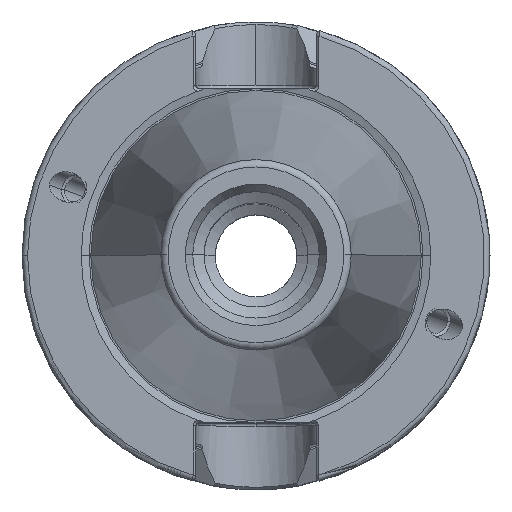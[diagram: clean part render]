
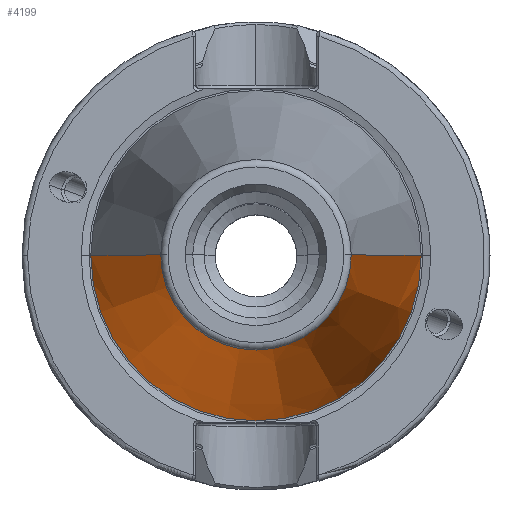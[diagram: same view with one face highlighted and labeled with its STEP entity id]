
A CAD part, top view. The second image highlights one B-rep face of the part: STEP entity #4199.
In plain terms, the highlighted conical face has half-angle 8.298 degrees and reference radius 12.687 mm.
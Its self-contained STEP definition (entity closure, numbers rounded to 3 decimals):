
#322 = CIRCLE ( 'NONE', #353, 22.225 ) ;
#336 = CARTESIAN_POINT ( 'NONE',  ( -12.687, 0., 65.4 ) ) ;
#353 = AXIS2_PLACEMENT_3D ( 'NONE', #6661, #3262, #7235 ) ;
#410 = DIRECTION ( 'NONE',  ( -1., 0., 0. ) ) ;
#579 = DIRECTION ( 'NONE',  ( 1., 0., 0. ) ) ;
#848 = CARTESIAN_POINT ( 'NONE',  ( 12.687, 0., 65.4 ) ) ;
#932 = EDGE_CURVE ( 'NONE', #3512, #5652, #5471, .T. ) ;
#1158 = CONICAL_SURFACE ( 'NONE', #5147, 12.687, 0.145 ) ;
#1350 = DIRECTION ( 'NONE',  ( -0.144, 0., -0.99 ) ) ;
#2261 = CARTESIAN_POINT ( 'NONE',  ( -12.812, 0., 64.544 ) ) ;
#2592 = VERTEX_POINT ( 'NONE', #4696 ) ;
#2597 = EDGE_CURVE ( 'NONE', #5652, #2592, #4540, .T. ) ;
#2860 = EDGE_LOOP ( 'NONE', ( #5787, #3520, #4406, #3854 ) ) ;
#2871 = CARTESIAN_POINT ( 'NONE',  ( 12.812, 0., 64.544 ) ) ;
#2919 = LINE ( 'NONE', #848, #5776 ) ;
#3001 = VECTOR ( 'NONE', #1350, 1000. ) ;
#3262 = DIRECTION ( 'NONE',  ( 0., 0., -1. ) ) ;
#3511 = DIRECTION ( 'NONE',  ( 0., 0., -1. ) ) ;
#3512 = VERTEX_POINT ( 'NONE', #2871 ) ;
#3520 = ORIENTED_EDGE ( 'NONE', *, *, #932, .T. ) ;
#3802 = CARTESIAN_POINT ( 'NONE',  ( 0., 0., 65.4 ) ) ;
#3854 = ORIENTED_EDGE ( 'NONE', *, *, #4894, .F. ) ;
#4199 = ADVANCED_FACE ( 'NONE', ( #6237 ), #1158, .T. ) ;
#4217 = CARTESIAN_POINT ( 'NONE',  ( 0., 0., 64.544 ) ) ;
#4406 = ORIENTED_EDGE ( 'NONE', *, *, #2597, .T. ) ;
#4540 = LINE ( 'NONE', #336, #3001 ) ;
#4696 = CARTESIAN_POINT ( 'NONE',  ( -22.225, 0., 0. ) ) ;
#4818 = DIRECTION ( 'NONE',  ( 0.144, 0., -0.99 ) ) ;
#4894 = EDGE_CURVE ( 'NONE', #5953, #2592, #322, .T. ) ;
#4929 = DIRECTION ( 'NONE',  ( 0., 0., -1. ) ) ;
#5147 = AXIS2_PLACEMENT_3D ( 'NONE', #3802, #4929, #410 ) ;
#5471 = CIRCLE ( 'NONE', #6486, 12.812 ) ;
#5652 = VERTEX_POINT ( 'NONE', #2261 ) ;
#5776 = VECTOR ( 'NONE', #4818, 1000. ) ;
#5787 = ORIENTED_EDGE ( 'NONE', *, *, #6493, .F. ) ;
#5953 = VERTEX_POINT ( 'NONE', #6902 ) ;
#6237 = FACE_OUTER_BOUND ( 'NONE', #2860, .T. ) ;
#6486 = AXIS2_PLACEMENT_3D ( 'NONE', #4217, #3511, #579 ) ;
#6493 = EDGE_CURVE ( 'NONE', #3512, #5953, #2919, .T. ) ;
#6661 = CARTESIAN_POINT ( 'NONE',  ( 0., 0., 0. ) ) ;
#6902 = CARTESIAN_POINT ( 'NONE',  ( 22.225, 0., 0. ) ) ;
#7235 = DIRECTION ( 'NONE',  ( -1., 0., 0. ) ) ;
